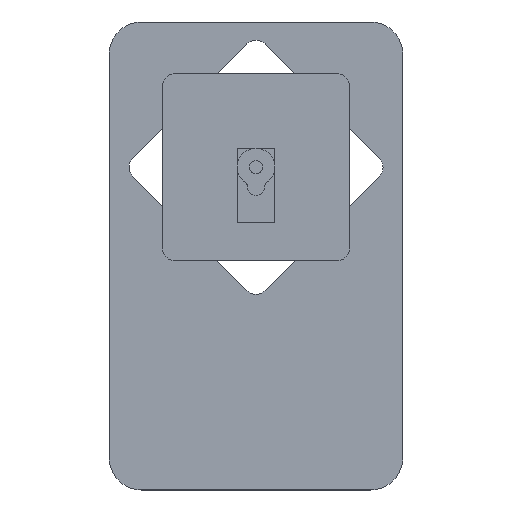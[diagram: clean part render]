
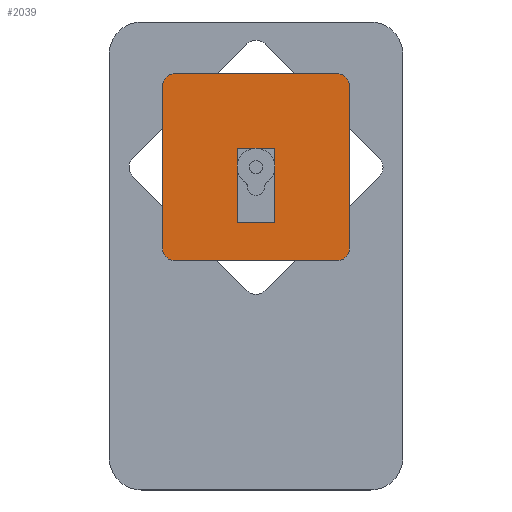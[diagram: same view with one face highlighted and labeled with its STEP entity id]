
A CAD part, top view. The second image highlights one B-rep face of the part: STEP entity #2039.
In plain terms, the highlighted planar face has unit normal (0, 0, 1).
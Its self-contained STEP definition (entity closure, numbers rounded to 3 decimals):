
#50 = DIRECTION ( 'NONE',  ( 0., -1., 0. ) ) ;
#96 = ORIENTED_EDGE ( 'NONE', *, *, #2175, .T. ) ;
#104 = CARTESIAN_POINT ( 'NONE',  ( -5.85, 33.35, 20. ) ) ;
#111 = DIRECTION ( 'NONE',  ( 1., 0., 0. ) ) ;
#117 = DIRECTION ( 'NONE',  ( 0., -1., 0. ) ) ;
#144 = EDGE_CURVE ( 'NONE', #1743, #317, #964, .T. ) ;
#167 = CARTESIAN_POINT ( 'NONE',  ( 29., 52.5, 20. ) ) ;
#177 = AXIS2_PLACEMENT_3D ( 'NONE', #2053, #443, #1234 ) ;
#194 = DIRECTION ( 'NONE',  ( -1., 0., 0. ) ) ;
#200 = CARTESIAN_POINT ( 'NONE',  ( 25., 52.5, 20. ) ) ;
#259 = CARTESIAN_POINT ( 'NONE',  ( -25., 2.5, 20. ) ) ;
#267 = LINE ( 'NONE', #901, #899 ) ;
#299 = CARTESIAN_POINT ( 'NONE',  ( 29., 2.5, 20. ) ) ;
#316 = CARTESIAN_POINT ( 'NONE',  ( -5.85, 10.35, 20. ) ) ;
#317 = VERTEX_POINT ( 'NONE', #409 ) ;
#331 = VERTEX_POINT ( 'NONE', #2492 ) ;
#332 = CARTESIAN_POINT ( 'NONE',  ( -25., 2.5, 20. ) ) ;
#338 = AXIS2_PLACEMENT_3D ( 'NONE', #1012, #1255, #2064 ) ;
#409 = CARTESIAN_POINT ( 'NONE',  ( -25., 56.5, 20. ) ) ;
#441 = DIRECTION ( 'NONE',  ( -1., 0., 0. ) ) ;
#443 = DIRECTION ( 'NONE',  ( 0., 0., 1. ) ) ;
#485 = CARTESIAN_POINT ( 'NONE',  ( -5.85, 33.35, 20. ) ) ;
#587 = DIRECTION ( 'NONE',  ( 1., 0., 0. ) ) ;
#674 = VECTOR ( 'NONE', #904, 1000. ) ;
#684 = CARTESIAN_POINT ( 'NONE',  ( 25., -1.5, 20. ) ) ;
#702 = DIRECTION ( 'NONE',  ( 0., 0., 1. ) ) ;
#706 = ORIENTED_EDGE ( 'NONE', *, *, #805, .F. ) ;
#716 = ORIENTED_EDGE ( 'NONE', *, *, #1600, .T. ) ;
#751 = ORIENTED_EDGE ( 'NONE', *, *, #1374, .T. ) ;
#761 = PLANE ( 'NONE',  #822 ) ;
#780 = ORIENTED_EDGE ( 'NONE', *, *, #986, .T. ) ;
#796 = CARTESIAN_POINT ( 'NONE',  ( -5.85, 33.35, 20. ) ) ;
#805 = EDGE_CURVE ( 'NONE', #1482, #2230, #2360, .T. ) ;
#822 = AXIS2_PLACEMENT_3D ( 'NONE', #332, #2199, #587 ) ;
#831 = DIRECTION ( 'NONE',  ( 0., 0., 1. ) ) ;
#864 = LINE ( 'NONE', #1942, #2083 ) ;
#899 = VECTOR ( 'NONE', #1736, 1000. ) ;
#901 = CARTESIAN_POINT ( 'NONE',  ( 29., 52.5, 20. ) ) ;
#904 = DIRECTION ( 'NONE',  ( 1., 0., 0. ) ) ;
#907 = ORIENTED_EDGE ( 'NONE', *, *, #1838, .F. ) ;
#964 = LINE ( 'NONE', #1968, #2135 ) ;
#986 = EDGE_CURVE ( 'NONE', #2454, #1743, #2038, .T. ) ;
#1012 = CARTESIAN_POINT ( 'NONE',  ( -25., 52.5, 20. ) ) ;
#1075 = VERTEX_POINT ( 'NONE', #299 ) ;
#1078 = CARTESIAN_POINT ( 'NONE',  ( -29., 2.5, 20. ) ) ;
#1135 = EDGE_CURVE ( 'NONE', #1527, #1203, #1508, .T. ) ;
#1150 = EDGE_CURVE ( 'NONE', #2491, #1527, #864, .T. ) ;
#1154 = ORIENTED_EDGE ( 'NONE', *, *, #1189, .T. ) ;
#1189 = EDGE_CURVE ( 'NONE', #1203, #1520, #1330, .T. ) ;
#1203 = VERTEX_POINT ( 'NONE', #1348 ) ;
#1234 = DIRECTION ( 'NONE',  ( 1., 0., 0. ) ) ;
#1246 = ORIENTED_EDGE ( 'NONE', *, *, #2522, .F. ) ;
#1255 = DIRECTION ( 'NONE',  ( 0., 0., 1. ) ) ;
#1298 = ORIENTED_EDGE ( 'NONE', *, *, #1150, .T. ) ;
#1327 = DIRECTION ( 'NONE',  ( -1., 0., 0. ) ) ;
#1330 = LINE ( 'NONE', #2544, #674 ) ;
#1348 = CARTESIAN_POINT ( 'NONE',  ( -25., -1.5, 20. ) ) ;
#1349 = LINE ( 'NONE', #1562, #1815 ) ;
#1351 = VECTOR ( 'NONE', #117, 1000. ) ;
#1374 = EDGE_CURVE ( 'NONE', #317, #2491, #1641, .T. ) ;
#1381 = FACE_BOUND ( 'NONE', #1843, .T. ) ;
#1438 = CIRCLE ( 'NONE', #177, 4. ) ;
#1473 = VECTOR ( 'NONE', #111, 1000. ) ;
#1482 = VERTEX_POINT ( 'NONE', #485 ) ;
#1508 = CIRCLE ( 'NONE', #2255, 4. ) ;
#1520 = VERTEX_POINT ( 'NONE', #684 ) ;
#1527 = VERTEX_POINT ( 'NONE', #1078 ) ;
#1562 = CARTESIAN_POINT ( 'NONE',  ( 5.85, 33.35, 20. ) ) ;
#1575 = CARTESIAN_POINT ( 'NONE',  ( -29., 52.5, 20. ) ) ;
#1592 = FACE_OUTER_BOUND ( 'NONE', #2468, .T. ) ;
#1600 = EDGE_CURVE ( 'NONE', #1075, #2454, #267, .T. ) ;
#1629 = ORIENTED_EDGE ( 'NONE', *, *, #1135, .T. ) ;
#1641 = CIRCLE ( 'NONE', #338, 4. ) ;
#1736 = DIRECTION ( 'NONE',  ( 0., 1., 0. ) ) ;
#1743 = VERTEX_POINT ( 'NONE', #2160 ) ;
#1815 = VECTOR ( 'NONE', #1826, 1000. ) ;
#1816 = AXIS2_PLACEMENT_3D ( 'NONE', #200, #831, #441 ) ;
#1826 = DIRECTION ( 'NONE',  ( 0., 1., 0. ) ) ;
#1838 = EDGE_CURVE ( 'NONE', #2432, #1482, #2667, .T. ) ;
#1843 = EDGE_LOOP ( 'NONE', ( #1246, #706, #907, #2459 ) ) ;
#1915 = DIRECTION ( 'NONE',  ( 1., 0., 0. ) ) ;
#1942 = CARTESIAN_POINT ( 'NONE',  ( -29., 52.5, 20. ) ) ;
#1968 = CARTESIAN_POINT ( 'NONE',  ( -25., 56.5, 20. ) ) ;
#2038 = CIRCLE ( 'NONE', #1816, 4. ) ;
#2039 = ADVANCED_FACE ( 'NONE', ( #1592, #1381 ), #761, .T. ) ;
#2053 = CARTESIAN_POINT ( 'NONE',  ( 25., 2.5, 20. ) ) ;
#2064 = DIRECTION ( 'NONE',  ( 1., 0., 0. ) ) ;
#2083 = VECTOR ( 'NONE', #50, 1000. ) ;
#2135 = VECTOR ( 'NONE', #1327, 1000. ) ;
#2150 = CARTESIAN_POINT ( 'NONE',  ( 5.85, 33.35, 20. ) ) ;
#2160 = CARTESIAN_POINT ( 'NONE',  ( 25., 56.5, 20. ) ) ;
#2175 = EDGE_CURVE ( 'NONE', #1520, #1075, #1438, .T. ) ;
#2199 = DIRECTION ( 'NONE',  ( 0., 0., 1. ) ) ;
#2214 = ORIENTED_EDGE ( 'NONE', *, *, #144, .T. ) ;
#2230 = VERTEX_POINT ( 'NONE', #2524 ) ;
#2255 = AXIS2_PLACEMENT_3D ( 'NONE', #259, #702, #1915 ) ;
#2304 = VECTOR ( 'NONE', #194, 1000. ) ;
#2360 = LINE ( 'NONE', #104, #1351 ) ;
#2432 = VERTEX_POINT ( 'NONE', #2150 ) ;
#2435 = EDGE_CURVE ( 'NONE', #331, #2432, #1349, .T. ) ;
#2454 = VERTEX_POINT ( 'NONE', #167 ) ;
#2459 = ORIENTED_EDGE ( 'NONE', *, *, #2435, .F. ) ;
#2468 = EDGE_LOOP ( 'NONE', ( #1629, #1154, #96, #716, #780, #2214, #751, #1298 ) ) ;
#2491 = VERTEX_POINT ( 'NONE', #1575 ) ;
#2492 = CARTESIAN_POINT ( 'NONE',  ( 5.85, 10.35, 20. ) ) ;
#2522 = EDGE_CURVE ( 'NONE', #2230, #331, #2597, .T. ) ;
#2524 = CARTESIAN_POINT ( 'NONE',  ( -5.85, 10.35, 20. ) ) ;
#2544 = CARTESIAN_POINT ( 'NONE',  ( -25., -1.5, 20. ) ) ;
#2597 = LINE ( 'NONE', #316, #1473 ) ;
#2667 = LINE ( 'NONE', #796, #2304 ) ;
